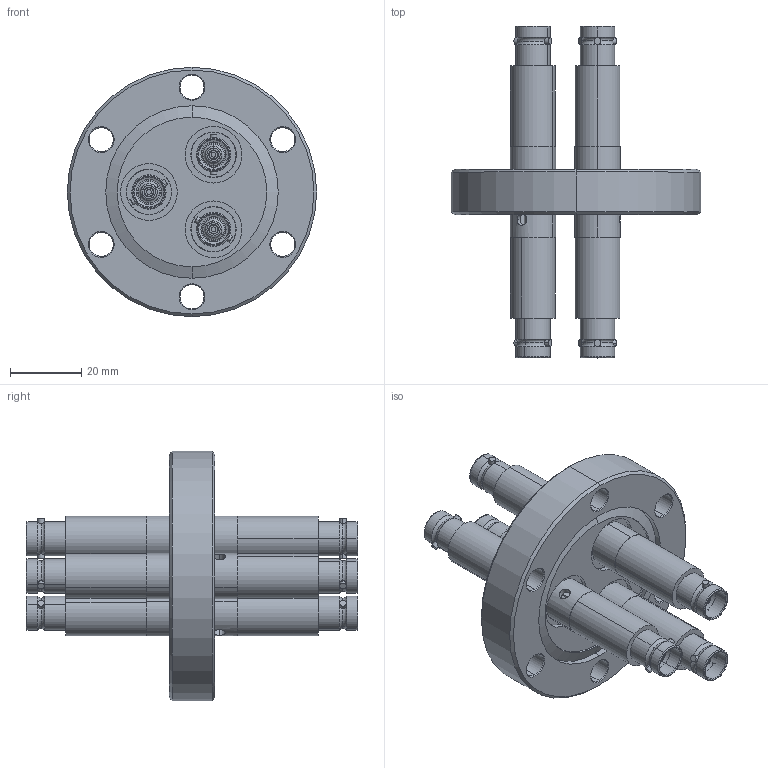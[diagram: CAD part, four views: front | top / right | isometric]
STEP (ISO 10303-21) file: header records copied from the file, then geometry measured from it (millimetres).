
FILE_DESCRIPTION (( 'STEP AP203' ), '1' );
FILE_NAME ('A0473-5-CF.STEP', '2011-10-04T18:52:34', ( '' ), ( '' ), 'SwSTEP 2.0', 'SolidWorks 2011', '' );
FILE_SCHEMA (( 'CONFIG_CONTROL_DESIGN' ));
Length unit declared in the file: inch
Products named in the file (1): A0473-5-CF
Bounding box: 69.85 x 92.96 x 69.85 mm (x, y, z)
Volume: 56045.8 mm3; surface area: 40089.8 mm2
Topology: 1 solids, 1 shells, 909 faces, 2278 edges, 1435 vertices
Faces by surface type: cylinder 381, plane 255, cone 168, torus 96, sphere 9
Entity records: 29874 total; most frequent: CARTESIAN_POINT 7158, DIRECTION 5209, ORIENTED_EDGE 4538, EDGE_CURVE 2269, AXIS2_PLACEMENT_3D 2180, VERTEX_POINT 1429, CIRCLE 1270, EDGE_LOOP 1036
